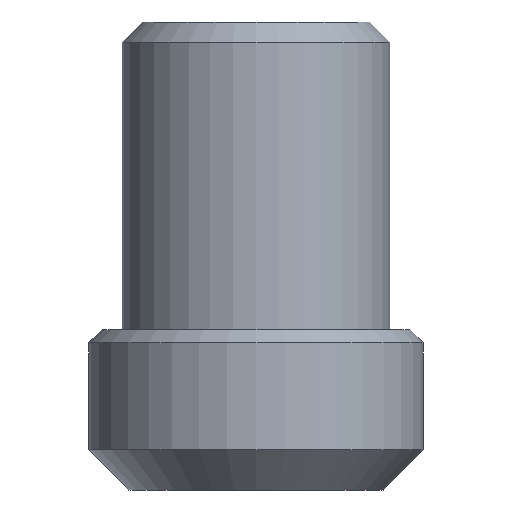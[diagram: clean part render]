
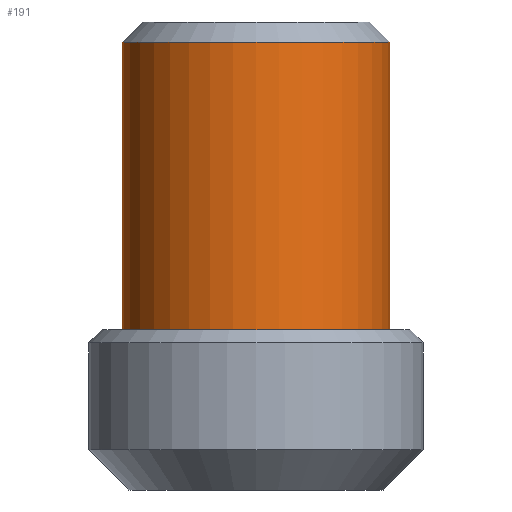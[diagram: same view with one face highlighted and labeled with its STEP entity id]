
A CAD part, left-side view. The second image highlights one B-rep face of the part: STEP entity #191.
In plain terms, the highlighted cylindrical face has radius 10 mm (diameter 20 mm), a partial arc.
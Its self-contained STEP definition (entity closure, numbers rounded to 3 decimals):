
#125=VERTEX_POINT('',#315);
#151=EDGE_CURVE('',#215,#243,#344,.T.);
#191=ADVANCED_FACE('',(#390),#391,.T.);
#193=EDGE_CURVE('',#269,#215,#393,.T.);
#215=VERTEX_POINT('',#418);
#225=EDGE_CURVE('',#243,#125,#429,.T.);
#239=EDGE_CURVE('',#269,#125,#446,.T.);
#243=VERTEX_POINT('',#450);
#269=VERTEX_POINT('',#478);
#315=CARTESIAN_POINT('',(0.,-10.0,21.5));
#344=CIRCLE('',#560,10.0);
#390=FACE_OUTER_BOUND('',#621,.T.);
#391=CYLINDRICAL_SURFACE('',#622,10.0);
#393=LINE('',#625,#626);
#418=CARTESIAN_POINT('',(0.,10.0,0.));
#429=LINE('',#670,#671);
#446=CIRCLE('',#690,10.0);
#450=CARTESIAN_POINT('',(0.,-10.0,0.));
#478=CARTESIAN_POINT('',(0.,10.0,21.5));
#560=AXIS2_PLACEMENT_3D('',#812,#813,#814);
#621=EDGE_LOOP('',(#876,#877,#878,#879));
#622=AXIS2_PLACEMENT_3D('',#880,#881,#882);
#625=CARTESIAN_POINT('',(0.,10.0,10.75));
#626=VECTOR('',#883,1.0);
#670=CARTESIAN_POINT('',(0.,-10.0,10.75));
#671=VECTOR('',#928,1.0);
#690=AXIS2_PLACEMENT_3D('',#948,#949,#950);
#812=CARTESIAN_POINT('',(0.,0.0,0.));
#813=DIRECTION('',(0.0,0.0,1.0));
#814=DIRECTION('',(0.,-1.0,0.0));
#876=ORIENTED_EDGE('',*,*,#225,.T.);
#877=ORIENTED_EDGE('',*,*,#239,.F.);
#878=ORIENTED_EDGE('',*,*,#193,.T.);
#879=ORIENTED_EDGE('',*,*,#151,.T.);
#880=CARTESIAN_POINT('',(0.,0.0,10.75));
#881=DIRECTION('',(-0.0,-0.0,-1.0));
#882=DIRECTION('',(0.,-1.0,0.0));
#883=DIRECTION('',(-0.0,-0.0,-1.0));
#928=DIRECTION('',(0.0,0.0,1.0));
#948=CARTESIAN_POINT('',(0.,0.0,21.5));
#949=DIRECTION('',(0.0,0.0,1.0));
#950=DIRECTION('',(0.,-1.0,0.0));
